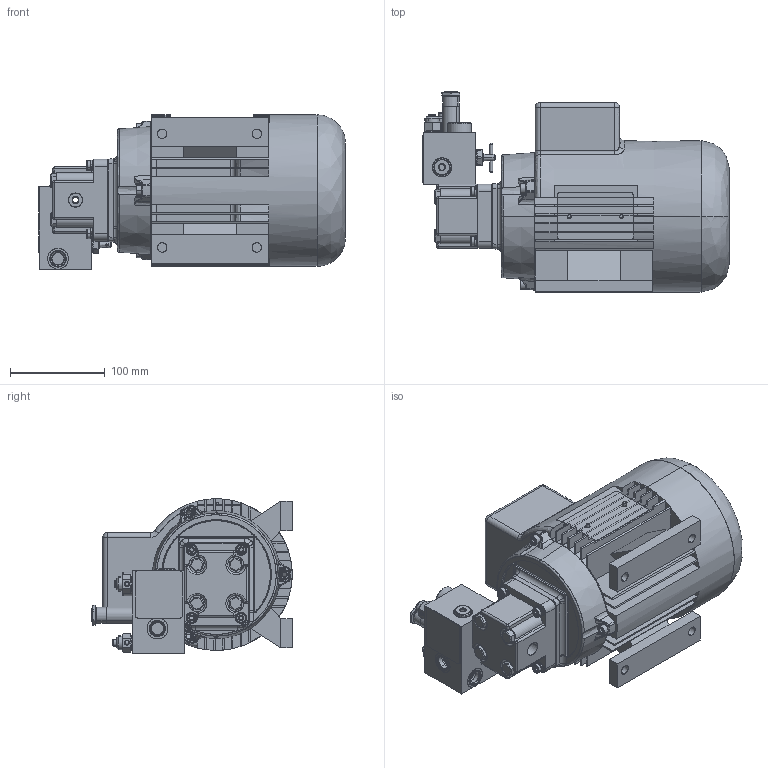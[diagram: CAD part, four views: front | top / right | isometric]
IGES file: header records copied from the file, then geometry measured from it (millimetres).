
Start section: SolidWorks IGES file using analytic representation for surfaces
Global section: file name: MD 0411.IGS; native system: SolidWorks 2012; preprocessor: SolidWorks 2012; author: P.Mehta; date: 130926.140412; units: millimetre
Bounding box: 324 x 211.55 x 163 mm (x, y, z)
Surface area: 336186.9 mm2 (no closed solid volume)
Topology: 0 solids, 0 shells, 880 faces, 11366 edges, 11346 vertices
Faces by surface type: bspline 499, revolution 381
